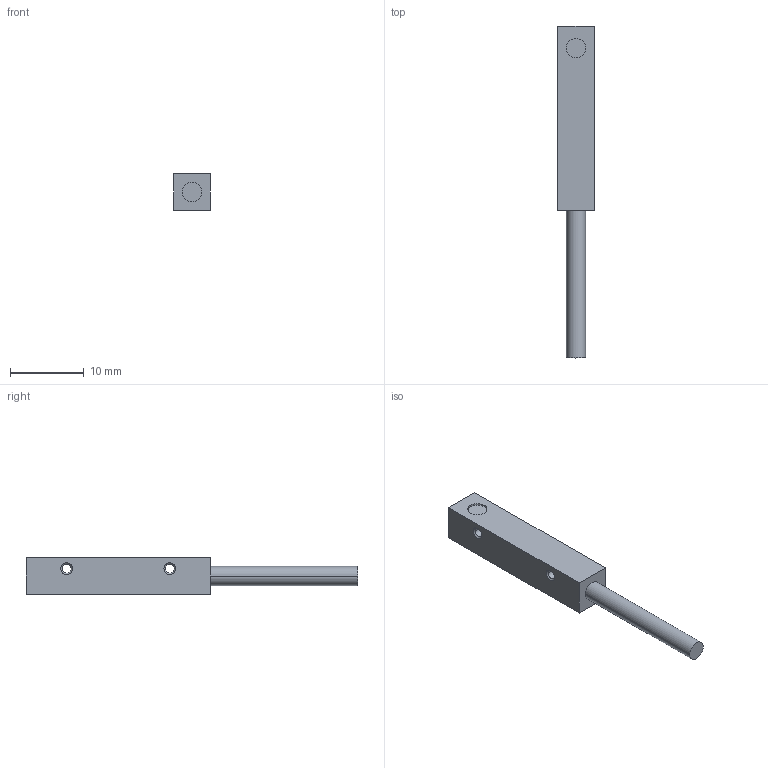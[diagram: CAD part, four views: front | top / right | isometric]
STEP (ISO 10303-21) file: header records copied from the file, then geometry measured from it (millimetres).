
FILE_DESCRIPTION(('STEP AP203'),'1');
FILE_NAME(' ',' ',('TraceParts'),('TraceParts S.A.'),'XStep 1.0',' ',' ');
FILE_SCHEMA(('CONFIG_CONTROL_DESIGN'));
Length unit declared in the file: millimetre
Products named in the file (1): 1
Bounding box: 5 x 45 x 5 mm (x, y, z)
Volume: 717.7 mm3; surface area: 749.9 mm2
Topology: 1 solids, 1 shells, 28 faces, 62 edges, 37 vertices
Faces by surface type: cylinder 10, cone 8, plane 8, sphere 2
Entity records: 814 total; most frequent: DIRECTION 148, CARTESIAN_POINT 126, ORIENTED_EDGE 120, EDGE_CURVE 60, AXIS2_PLACEMENT_3D 59, VERTEX_POINT 37, EDGE_LOOP 35, LINE 30
